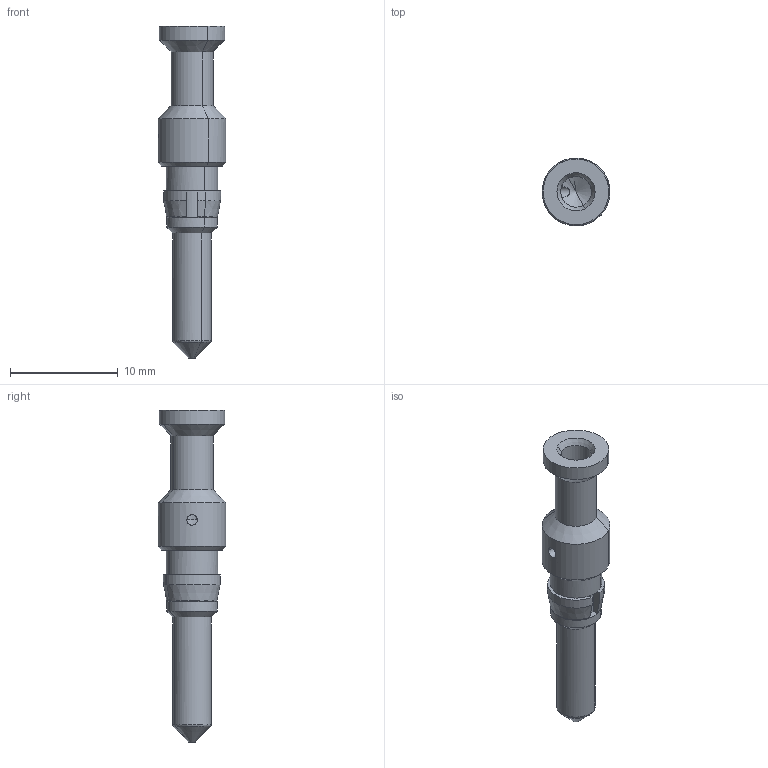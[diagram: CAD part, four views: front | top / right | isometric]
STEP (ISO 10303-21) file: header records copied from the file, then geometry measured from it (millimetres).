
FILE_DESCRIPTION(('CATIA V5 STEP Exchange','CAx-IF Rec.Pracs.--- Model Styling and Organization---1.4--- 2014-01-23'),'2;1');
FILE_NAME ('D1454374_0', '2019-07-25T14:20:54+00:00', ('none'), ('Weidmueller'), 'CATIA Version 5-6 Release 2016 SP3 HF44', 'CATIA V5 STEP AP214', 'none');
FILE_SCHEMA(('AUTOMOTIVE_DESIGN { 1 0 10303 214 1 1 1 1 }'));
Length unit declared in the file: millimetre
Products named in the file (1): 1682300000
Bounding box: 6.29 x 6.3 x 30.8 mm (x, y, z)
Volume: 432.6 mm3; surface area: 608 mm2
Topology: 1 solids, 1 shells, 51 faces, 113 edges, 65 vertices
Faces by surface type: cylinder 21, cone 17, plane 8, torus 5
Entity records: 1557 total; most frequent: CARTESIAN_POINT 418, ORIENTED_EDGE 222, DIRECTION 190, EDGE_CURVE 111, AXIS2_PLACEMENT_3D 99, VERTEX_POINT 65, EDGE_LOOP 56, ADVANCED_FACE 51
